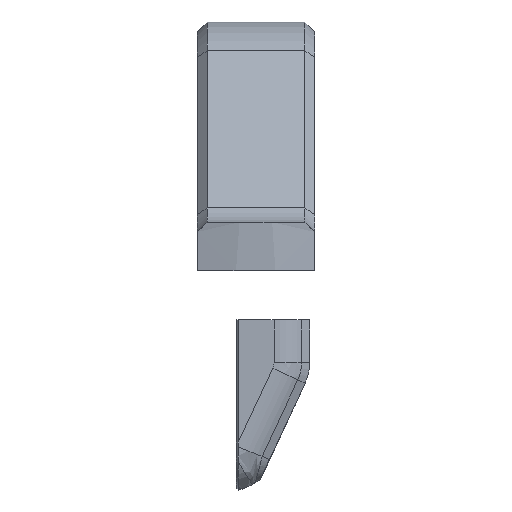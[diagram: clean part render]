
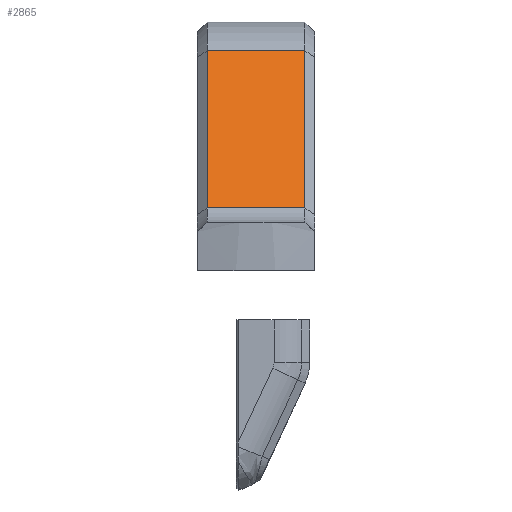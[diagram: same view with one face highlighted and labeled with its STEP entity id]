
A CAD part, front view. The second image highlights one B-rep face of the part: STEP entity #2865.
In plain terms, the highlighted face is planar.
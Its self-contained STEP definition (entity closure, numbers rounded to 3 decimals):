
#386=LINE('',#8538,#582);
#421=LINE('',#8656,#617);
#422=LINE('',#8660,#618);
#423=LINE('',#8661,#619);
#582=VECTOR('',#3415,10.);
#617=VECTOR('',#3524,1000.);
#618=VECTOR('',#3529,5.);
#619=VECTOR('',#3530,1000.);
#802=FACE_OUTER_BOUND('',#980,.T.);
#980=EDGE_LOOP('',(#2432,#2433,#2434,#2435));
#1298=VERTEX_POINT('',#8528);
#1300=VERTEX_POINT('',#8534);
#1347=VERTEX_POINT('',#8655);
#1348=VERTEX_POINT('',#8659);
#1666=EDGE_CURVE('',#1298,#1300,#386,.T.);
#1725=EDGE_CURVE('',#1300,#1347,#421,.T.);
#1727=EDGE_CURVE('',#1298,#1348,#422,.T.);
#1728=EDGE_CURVE('',#1347,#1348,#423,.T.);
#2432=ORIENTED_EDGE('',*,*,#1666,.F.);
#2433=ORIENTED_EDGE('',*,*,#1727,.T.);
#2434=ORIENTED_EDGE('',*,*,#1728,.F.);
#2435=ORIENTED_EDGE('',*,*,#1725,.F.);
#2724=PLANE('',#3069);
#2865=ADVANCED_FACE('',(#802),#2724,.T.);
#3069=AXIS2_PLACEMENT_3D('',#8658,#3527,#3528);
#3415=DIRECTION('',(-0.707,0.707,0.));
#3524=DIRECTION('',(0.,0.,-1.));
#3527=DIRECTION('center_axis',(0.707,0.707,0.));
#3528=DIRECTION('ref_axis',(0.,0.,-1.));
#3529=DIRECTION('',(0.,0.,-1.));
#3530=DIRECTION('',(0.707,-0.707,0.));
#8528=CARTESIAN_POINT('',(52.678,14.97,16.));
#8534=CARTESIAN_POINT('',(36.571,31.076,16.));
#8538=CARTESIAN_POINT('',(43.732,23.916,16.));
#8655=CARTESIAN_POINT('',(36.571,31.076,6.));
#8656=CARTESIAN_POINT('',(36.571,31.076,5.));
#8658=CARTESIAN_POINT('Origin',(59.142,8.505,5.));
#8659=CARTESIAN_POINT('',(52.678,14.97,6.));
#8660=CARTESIAN_POINT('',(52.678,14.97,5.));
#8661=CARTESIAN_POINT('',(43.732,23.916,6.));
